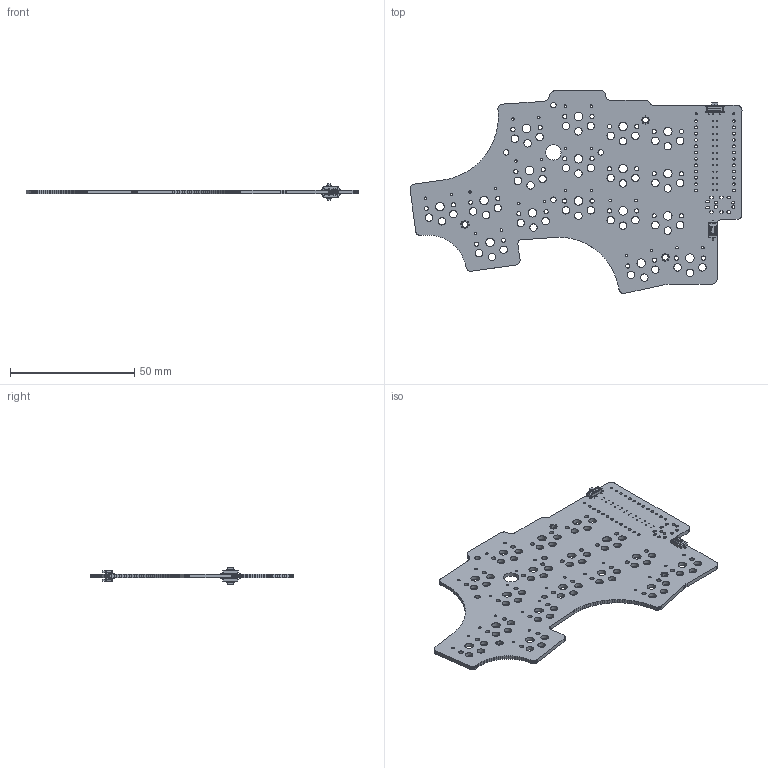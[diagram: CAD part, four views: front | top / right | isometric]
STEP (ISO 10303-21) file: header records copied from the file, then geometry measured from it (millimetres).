
FILE_DESCRIPTION(('KiCad electronic assembly'),'2;1');
FILE_NAME('steel-toe.step','2024-01-03T08:06:55',('Pcbnew'),('Kicad'), 'Open CASCADE STEP processor 7.6','KiCad to STEP converter','Unknown' );
FILE_SCHEMA(('AUTOMOTIVE_DESIGN { 1 0 10303 214 1 1 1 1 }'));
Length unit declared in the file: millimetre
Products named in the file (6): steel-toe 1; SW_SPDT_PCM12; SOLID; SW_SPST_CK_RS282G05A3; _autosave-steel-toe PCB
Assembly tree (7 placements, depth 3):
  steel-toe 1
    SW_SPDT_PCM12  x2
      SOLID
    SW_SPST_CK_RS282G05A3  x2
      SOLID
    _autosave-steel-toe PCB
Bounding box: 133.73 x 81.76 x 6.7 mm (x, y, z)
Volume: 10911.3 mm3; surface area: 16439.8 mm2
Topology: 5 solids, 5 shells, 1211 faces, 3383 edges, 2210 vertices
Faces by surface type: plane 955, cylinder 252, cone 4
Full cylindrical faces by diameter (mm): 0.4 x48, 0.8 x4, 0.813 x2, 0.9 x2, 0.991 x24, 1.1 x24, 1.2 x4, 1.702 x34, 2.2 x4, 2.3 x3, 3 x51, 3.429 x17, 6.2 x1
Entity records: 71601 total; most frequent: CARTESIAN_POINT 14300, DIRECTION 10199, LINE 7345, VECTOR 7345, ORIENTED_EDGE 5510, PCURVE 5510, DEFINITIONAL_REPRESENTATION 5510, EDGE_CURVE 2755
